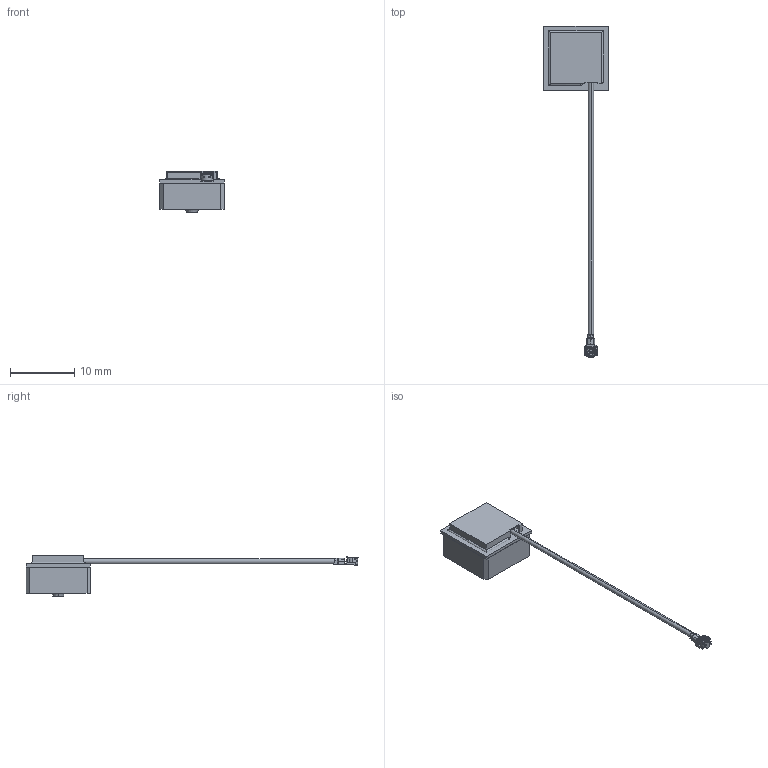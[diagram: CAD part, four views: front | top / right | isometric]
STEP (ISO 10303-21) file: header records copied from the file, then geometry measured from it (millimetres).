
FILE_DESCRIPTION (( 'STEP AP214' ), '1' );
FILE_NAME ('AP.10E.07.0039B.STEP', '2019-01-30T00:41:20', ( '' ), ( '' ), 'SwSTEP 2.0', 'SolidWorks 2017', '' );
FILE_SCHEMA (( 'AUTOMOTIVE_DESIGN' ));
Length unit declared in the file: millimetre
Products named in the file (13): AP.10E.07.0039B; _S__13_AP_10E.PRT-1; AP_10E_SHIELDING_CASE.PRT-1; AP_10E_PATCH.PRT-1; AP_10E_081_CABLE.PRT-1; AP_10E_PCB.PRT-1; p4-1
Assembly tree (6 placements, depth 2):
  AP.10E.07.0039B
    AP_10E_PCB.PRT-1
    AP_10E_081_CABLE.PRT-1
    AP_10E_SHIELDING_CASE.PRT-1
    AP_10E_PATCH.PRT-1
    _S__13_AP_10E.PRT-1
    p4-1
  AP_10E_SHIELDING_CASE.PRT-1
  AP_10E_PATCH.PRT-1
  AP_10E_081_CABLE.PRT-1
  p4-1
Bounding box: 10 x 51.7 x 6.4 mm (x, y, z)
Volume: 507.3 mm3; surface area: 980.6 mm2
Topology: 5 solids, 6 shells, 237 faces, 651 edges, 424 vertices
Faces by surface type: plane 147, cylinder 75, bspline 13, cone 2
Full cylindrical faces by diameter (mm): 1.4 x1
Entity records: 8391 total; most frequent: CARTESIAN_POINT 2051, ORIENTED_EDGE 1280, DIRECTION 1233, EDGE_CURVE 644, VERTEX_POINT 424, LINE 421, VECTOR 421, AXIS2_PLACEMENT_3D 406
